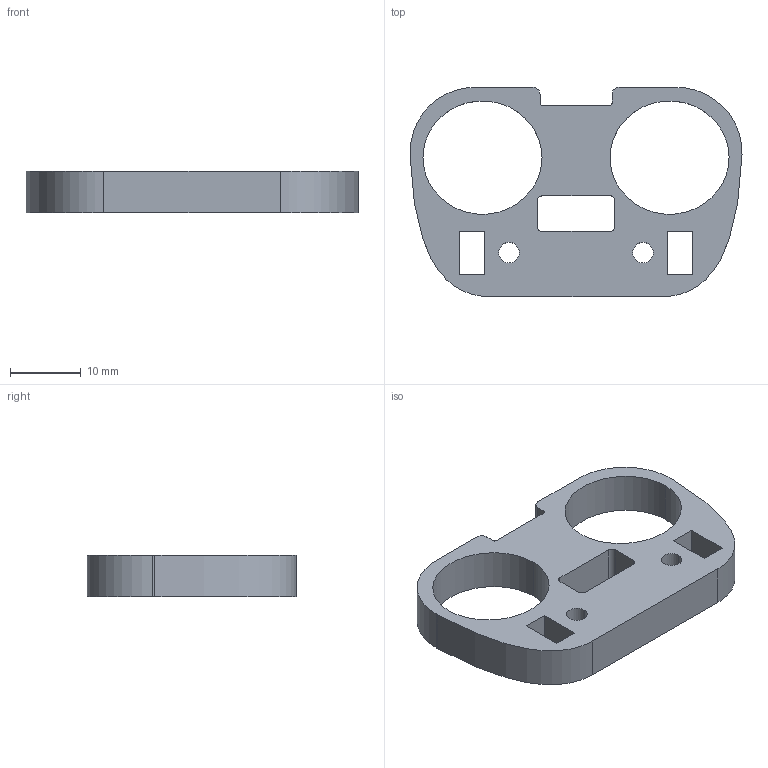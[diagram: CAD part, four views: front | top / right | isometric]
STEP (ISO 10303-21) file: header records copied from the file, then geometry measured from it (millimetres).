
FILE_DESCRIPTION (( 'STEP AP203' ), '1' );
FILE_NAME ('Face_plate.STEP', '2019-05-07T03:56:06', ( '' ), ( '' ), 'SwSTEP 2.0', 'SolidWorks 2017', '' );
FILE_SCHEMA (( 'CONFIG_CONTROL_DESIGN' ));
Length unit declared in the file: millimetre
Products named in the file (1): Face_plate
Bounding box: 46.85 x 29.52 x 5.85 mm (x, y, z)
Volume: 4109.7 mm3; surface area: 3325 mm2
Topology: 1 solids, 1 shells, 41 faces, 117 edges, 78 vertices
Faces by surface type: plane 20, cylinder 15, bspline 6
Entity records: 1462 total; most frequent: CARTESIAN_POINT 307, ORIENTED_EDGE 234, DIRECTION 207, EDGE_CURVE 117, VERTEX_POINT 78, LINE 75, VECTOR 75, AXIS2_PLACEMENT_3D 66
